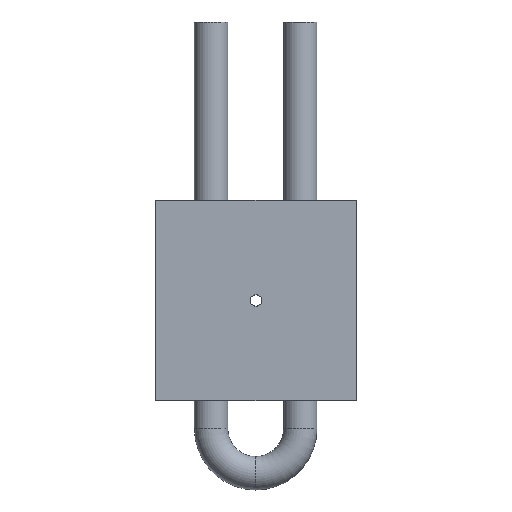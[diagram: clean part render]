
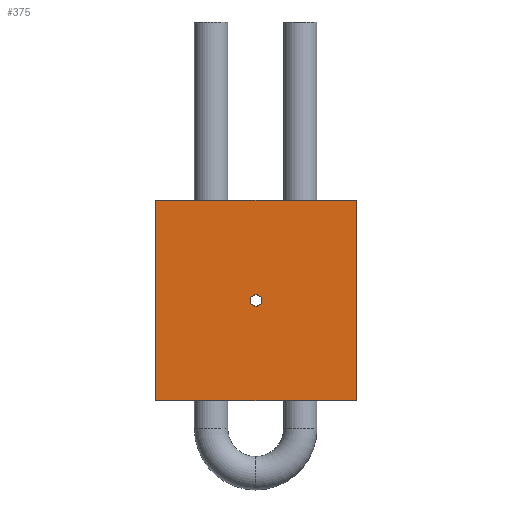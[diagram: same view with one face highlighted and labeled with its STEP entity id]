
A CAD part, front view. The second image highlights one B-rep face of the part: STEP entity #375.
In plain terms, the highlighted planar face has unit normal (0, -1, 0).
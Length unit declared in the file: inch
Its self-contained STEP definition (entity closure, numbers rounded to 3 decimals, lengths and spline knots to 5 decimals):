
#9 = CARTESIAN_POINT ( 'NONE',  ( 0., -0.62, 0. ) ) ;
#65 = DIRECTION ( 'NONE',  ( 0., 0., -1. ) ) ;
#84 = VECTOR ( 'NONE', #1246, 39.37008 ) ;
#103 = EDGE_CURVE ( 'NONE', #592, #767, #880, .T. ) ;
#104 = CARTESIAN_POINT ( 'NONE',  ( 1.125, -0.62, -1.125 ) ) ;
#124 = CIRCLE ( 'NONE', #626, 0.065 ) ;
#138 = VERTEX_POINT ( 'NONE', #299 ) ;
#218 = DIRECTION ( 'NONE',  ( 1., 0., 0. ) ) ;
#275 = LINE ( 'NONE', #1015, #692 ) ;
#293 = ORIENTED_EDGE ( 'NONE', *, *, #1443, .F. ) ;
#299 = CARTESIAN_POINT ( 'NONE',  ( 0.065, -0.62, 0. ) ) ;
#375 = ADVANCED_FACE ( 'NONE', ( #861, #518 ), #1155, .T. ) ;
#381 = VERTEX_POINT ( 'NONE', #724 ) ;
#491 = DIRECTION ( 'NONE',  ( 0., 1., 0. ) ) ;
#496 = EDGE_CURVE ( 'NONE', #381, #1172, #903, .T. ) ;
#510 = CARTESIAN_POINT ( 'NONE',  ( 1.125, -0.62, 1.125 ) ) ;
#518 = FACE_OUTER_BOUND ( 'NONE', #1010, .T. ) ;
#521 = LINE ( 'NONE', #1378, #1478 ) ;
#545 = ORIENTED_EDGE ( 'NONE', *, *, #496, .T. ) ;
#560 = EDGE_CURVE ( 'NONE', #896, #138, #124, .T. ) ;
#563 = DIRECTION ( 'NONE',  ( -1., 0., 0. ) ) ;
#592 = VERTEX_POINT ( 'NONE', #1371 ) ;
#626 = AXIS2_PLACEMENT_3D ( 'NONE', #9, #650, #702 ) ;
#643 = ORIENTED_EDGE ( 'NONE', *, *, #560, .T. ) ;
#650 = DIRECTION ( 'NONE',  ( 0., 1., 0. ) ) ;
#676 = EDGE_LOOP ( 'NONE', ( #643, #820 ) ) ;
#692 = VECTOR ( 'NONE', #931, 39.37008 ) ;
#702 = DIRECTION ( 'NONE',  ( -1., 0., 0. ) ) ;
#724 = CARTESIAN_POINT ( 'NONE',  ( -1.125, -0.62, 1.125 ) ) ;
#753 = CARTESIAN_POINT ( 'NONE',  ( -1.125, -0.62, 1.125 ) ) ;
#767 = VERTEX_POINT ( 'NONE', #104 ) ;
#777 = CARTESIAN_POINT ( 'NONE',  ( -0.065, -0.62, 0. ) ) ;
#820 = ORIENTED_EDGE ( 'NONE', *, *, #1360, .T. ) ;
#829 = DIRECTION ( 'NONE',  ( -1., 0., 0. ) ) ;
#831 = AXIS2_PLACEMENT_3D ( 'NONE', #1188, #491, #829 ) ;
#861 = FACE_BOUND ( 'NONE', #676, .T. ) ;
#880 = LINE ( 'NONE', #510, #1198 ) ;
#896 = VERTEX_POINT ( 'NONE', #777 ) ;
#903 = LINE ( 'NONE', #753, #84 ) ;
#931 = DIRECTION ( 'NONE',  ( -1., 0., 0. ) ) ;
#943 = ORIENTED_EDGE ( 'NONE', *, *, #945, .T. ) ;
#945 = EDGE_CURVE ( 'NONE', #592, #381, #521, .T. ) ;
#1010 = EDGE_LOOP ( 'NONE', ( #293, #1254, #943, #545 ) ) ;
#1015 = CARTESIAN_POINT ( 'NONE',  ( 1.125, -0.62, -1.125 ) ) ;
#1150 = AXIS2_PLACEMENT_3D ( 'NONE', #1222, #1396, #218 ) ;
#1155 = PLANE ( 'NONE',  #1150 ) ;
#1172 = VERTEX_POINT ( 'NONE', #1249 ) ;
#1188 = CARTESIAN_POINT ( 'NONE',  ( 0., -0.62, 0. ) ) ;
#1198 = VECTOR ( 'NONE', #65, 39.37008 ) ;
#1222 = CARTESIAN_POINT ( 'NONE',  ( 1.125, -0.62, 1.125 ) ) ;
#1246 = DIRECTION ( 'NONE',  ( 0., 0., -1. ) ) ;
#1249 = CARTESIAN_POINT ( 'NONE',  ( -1.125, -0.62, -1.125 ) ) ;
#1254 = ORIENTED_EDGE ( 'NONE', *, *, #103, .F. ) ;
#1265 = CIRCLE ( 'NONE', #831, 0.065 ) ;
#1360 = EDGE_CURVE ( 'NONE', #138, #896, #1265, .T. ) ;
#1371 = CARTESIAN_POINT ( 'NONE',  ( 1.125, -0.62, 1.125 ) ) ;
#1378 = CARTESIAN_POINT ( 'NONE',  ( 1.125, -0.62, 1.125 ) ) ;
#1396 = DIRECTION ( 'NONE',  ( 0., -1., 0. ) ) ;
#1443 = EDGE_CURVE ( 'NONE', #767, #1172, #275, .T. ) ;
#1478 = VECTOR ( 'NONE', #563, 39.37008 ) ;
